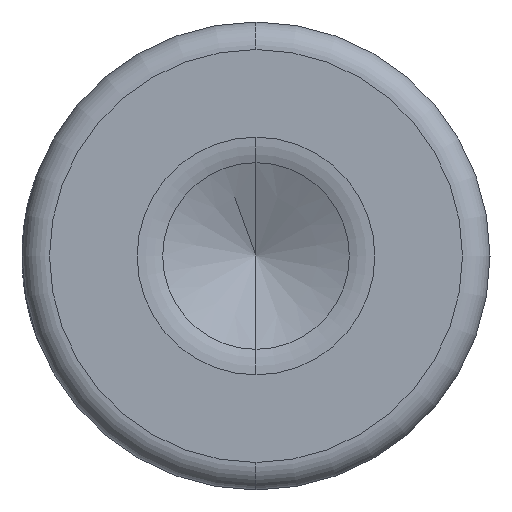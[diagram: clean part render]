
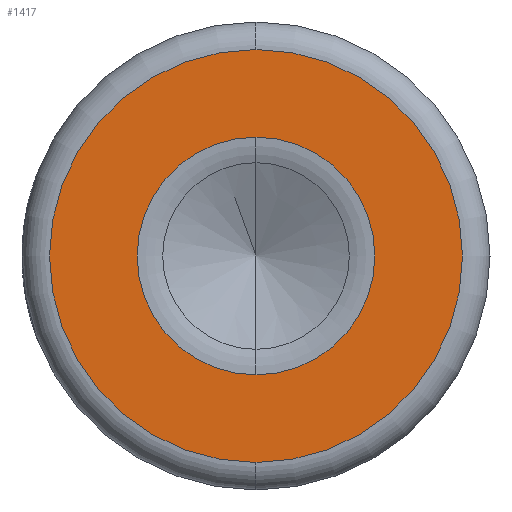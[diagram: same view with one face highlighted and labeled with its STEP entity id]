
A CAD part, left-side view. The second image highlights one B-rep face of the part: STEP entity #1417.
In plain terms, the highlighted planar face has unit normal (-1, 0, 0).
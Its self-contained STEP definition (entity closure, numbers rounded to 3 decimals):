
#22 = PLANE ( 'NONE',  #56 ) ;
#56 = AXIS2_PLACEMENT_3D ( 'NONE', #695, #1677, #63 ) ;
#63 = DIRECTION ( 'NONE',  ( 0., 0., -1. ) ) ;
#171 = AXIS2_PLACEMENT_3D ( 'NONE', #441, #1261, #1545 ) ;
#173 = CARTESIAN_POINT ( 'NONE',  ( -10., 0., 0. ) ) ;
#289 = DIRECTION ( 'NONE',  ( 0., 0., 1. ) ) ;
#332 = EDGE_CURVE ( 'NONE', #1693, #699, #1766, .T. ) ;
#441 = CARTESIAN_POINT ( 'NONE',  ( -10., 0., 0. ) ) ;
#475 = AXIS2_PLACEMENT_3D ( 'NONE', #1336, #1735, #1062 ) ;
#494 = FACE_OUTER_BOUND ( 'NONE', #686, .T. ) ;
#560 = CIRCLE ( 'NONE', #1053, 2.25 ) ;
#581 = CARTESIAN_POINT ( 'NONE',  ( -10., 0., 1.296 ) ) ;
#591 = ORIENTED_EDGE ( 'NONE', *, *, #332, .T. ) ;
#686 = EDGE_LOOP ( 'NONE', ( #591, #1100 ) ) ;
#695 = CARTESIAN_POINT ( 'NONE',  ( -10., 1.296, 0. ) ) ;
#699 = VERTEX_POINT ( 'NONE', #1286 ) ;
#733 = VERTEX_POINT ( 'NONE', #1416 ) ;
#858 = DIRECTION ( 'NONE',  ( -1., 0., 0. ) ) ;
#1053 = AXIS2_PLACEMENT_3D ( 'NONE', #173, #858, #289 ) ;
#1062 = DIRECTION ( 'NONE',  ( 0., 0., 1. ) ) ;
#1100 = ORIENTED_EDGE ( 'NONE', *, *, #1366, .T. ) ;
#1157 = EDGE_CURVE ( 'NONE', #733, #1514, #1702, .T. ) ;
#1240 = EDGE_LOOP ( 'NONE', ( #1682, #1533 ) ) ;
#1261 = DIRECTION ( 'NONE',  ( -1., 0., 0. ) ) ;
#1265 = CIRCLE ( 'NONE', #171, 1.296 ) ;
#1286 = CARTESIAN_POINT ( 'NONE',  ( -10., 0., -2.25 ) ) ;
#1336 = CARTESIAN_POINT ( 'NONE',  ( -10., 0., 0. ) ) ;
#1366 = EDGE_CURVE ( 'NONE', #699, #1693, #560, .T. ) ;
#1370 = CARTESIAN_POINT ( 'NONE',  ( -10., 0., 0. ) ) ;
#1372 = AXIS2_PLACEMENT_3D ( 'NONE', #1370, #1658, #1664 ) ;
#1413 = EDGE_CURVE ( 'NONE', #1514, #733, #1265, .T. ) ;
#1416 = CARTESIAN_POINT ( 'NONE',  ( -10., 0., -1.296 ) ) ;
#1417 = ADVANCED_FACE ( 'NONE', ( #1548, #494 ), #22, .F. ) ;
#1514 = VERTEX_POINT ( 'NONE', #581 ) ;
#1533 = ORIENTED_EDGE ( 'NONE', *, *, #1157, .F. ) ;
#1545 = DIRECTION ( 'NONE',  ( 0., 0., 1. ) ) ;
#1548 = FACE_BOUND ( 'NONE', #1240, .T. ) ;
#1658 = DIRECTION ( 'NONE',  ( -1., 0., 0. ) ) ;
#1664 = DIRECTION ( 'NONE',  ( 0., 0., 1. ) ) ;
#1677 = DIRECTION ( 'NONE',  ( 1., 0., 0. ) ) ;
#1682 = ORIENTED_EDGE ( 'NONE', *, *, #1413, .F. ) ;
#1693 = VERTEX_POINT ( 'NONE', #1775 ) ;
#1702 = CIRCLE ( 'NONE', #475, 1.296 ) ;
#1735 = DIRECTION ( 'NONE',  ( -1., 0., 0. ) ) ;
#1766 = CIRCLE ( 'NONE', #1372, 2.25 ) ;
#1775 = CARTESIAN_POINT ( 'NONE',  ( -10., 0., 2.25 ) ) ;
